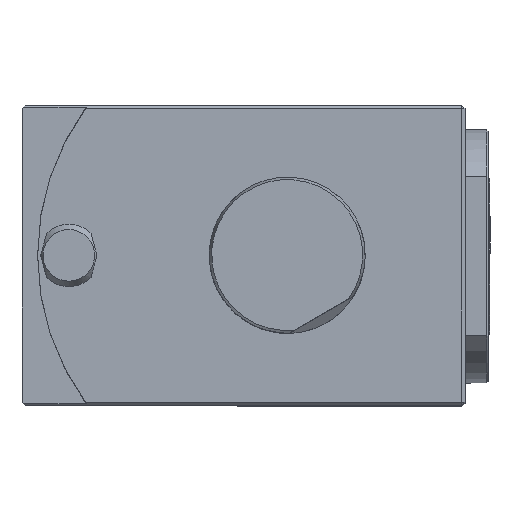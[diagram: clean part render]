
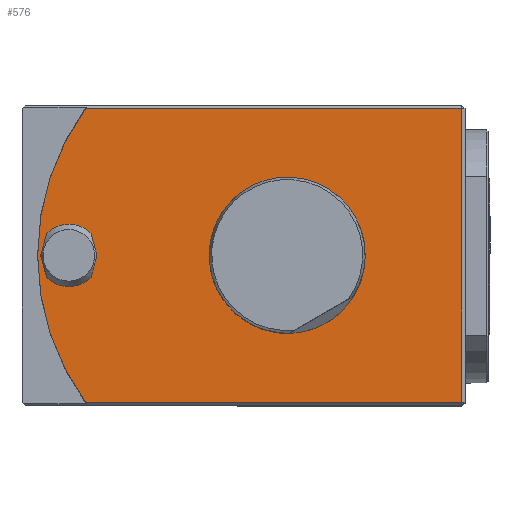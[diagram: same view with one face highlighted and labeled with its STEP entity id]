
A CAD part, top view. The second image highlights one B-rep face of the part: STEP entity #576.
In plain terms, the highlighted planar face has unit normal (0, 0, 1).
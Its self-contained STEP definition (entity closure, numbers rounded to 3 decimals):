
#141=LINE('',#3028,#304);
#142=LINE('',#3030,#305);
#144=LINE('',#3033,#307);
#239=LINE('',#3370,#402);
#240=LINE('',#3378,#403);
#242=LINE('',#3389,#405);
#243=LINE('',#3397,#406);
#304=VECTOR('',#2231,1.);
#305=VECTOR('',#2234,1.);
#307=VECTOR('',#2238,1.);
#402=VECTOR('',#2579,1.);
#403=VECTOR('',#2582,1.);
#405=VECTOR('',#2586,1.);
#406=VECTOR('',#2589,1.);
#450=FACE_BOUND('',#880,.T.);
#451=FACE_BOUND('',#881,.T.);
#452=FACE_BOUND('',#882,.T.);
#576=ADVANCED_FACE('',(#450,#451,#452),#672,.T.);
#672=PLANE('',#2088);
#880=EDGE_LOOP('',(#1360,#1361,#1362,#1363,#1364,#1365));
#881=EDGE_LOOP('',(#1366));
#882=EDGE_LOOP('',(#1367,#1368,#1369,#1370));
#1360=ORIENTED_EDGE('',*,*,#1827,.F.);
#1361=ORIENTED_EDGE('',*,*,#1835,.T.);
#1362=ORIENTED_EDGE('',*,*,#1837,.T.);
#1363=ORIENTED_EDGE('',*,*,#1829,.T.);
#1364=ORIENTED_EDGE('',*,*,#1840,.T.);
#1365=ORIENTED_EDGE('',*,*,#1842,.T.);
#1366=ORIENTED_EDGE('',*,*,#1679,.F.);
#1367=ORIENTED_EDGE('',*,*,#1677,.F.);
#1368=ORIENTED_EDGE('',*,*,#1675,.T.);
#1369=ORIENTED_EDGE('',*,*,#1673,.T.);
#1370=ORIENTED_EDGE('',*,*,#1672,.T.);
#1464=VERTEX_POINT('',#2975);
#1467=VERTEX_POINT('',#2982);
#1480=VERTEX_POINT('',#3027);
#1481=VERTEX_POINT('',#3034);
#1483=VERTEX_POINT('',#3042);
#1578=VERTEX_POINT('',#3347);
#1579=VERTEX_POINT('',#3349);
#1580=VERTEX_POINT('',#3353);
#1581=VERTEX_POINT('',#3354);
#1585=VERTEX_POINT('',#3369);
#1587=VERTEX_POINT('',#3388);
#1672=EDGE_CURVE('',#1464,#1480,#141,.T.);
#1673=EDGE_CURVE('',#1467,#1464,#142,.T.);
#1675=EDGE_CURVE('',#1481,#1467,#144,.T.);
#1677=EDGE_CURVE('',#1481,#1480,#1871,.T.);
#1679=EDGE_CURVE('',#1483,#1483,#1873,.T.);
#1827=EDGE_CURVE('',#1578,#1579,#1880,.T.);
#1829=EDGE_CURVE('',#1580,#1581,#1881,.T.);
#1835=EDGE_CURVE('',#1578,#1585,#239,.T.);
#1837=EDGE_CURVE('',#1585,#1580,#240,.T.);
#1840=EDGE_CURVE('',#1581,#1587,#242,.T.);
#1842=EDGE_CURVE('',#1587,#1579,#243,.T.);
#1871=CIRCLE('',#1960,80.);
#1873=CIRCLE('',#1963,25.);
#1880=CIRCLE('',#2076,10.);
#1881=CIRCLE('',#2078,10.);
#1960=AXIS2_PLACEMENT_3D('',#3037,#2243,#2244);
#1963=AXIS2_PLACEMENT_3D('',#3041,#2249,#2250);
#2076=AXIS2_PLACEMENT_3D('',#3348,#2565,#2566);
#2078=AXIS2_PLACEMENT_3D('',#3352,#2570,#2571);
#2088=AXIS2_PLACEMENT_3D('',#3403,#2598,#2599);
#2231=DIRECTION('',(-1.,0.,0.));
#2234=DIRECTION('',(0.,1.,0.));
#2238=DIRECTION('',(1.,0.,0.));
#2243=DIRECTION('',(0.,0.,-1.));
#2244=DIRECTION('',(-1.,0.,0.));
#2249=DIRECTION('',(0.,0.,1.));
#2250=DIRECTION('',(0.,-1.,0.));
#2565=DIRECTION('',(0.,0.,1.));
#2566=DIRECTION('',(0.,-1.,0.));
#2570=DIRECTION('',(0.,0.,-1.));
#2571=DIRECTION('',(1.,0.,0.));
#2579=DIRECTION('',(0.259,-0.966,0.));
#2582=DIRECTION('',(-0.259,-0.966,0.));
#2586=DIRECTION('',(-0.259,0.966,0.));
#2589=DIRECTION('',(0.259,0.966,0.));
#2598=DIRECTION('',(0.,0.,1.));
#2599=DIRECTION('',(0.,1.,0.));
#2975=CARTESIAN_POINT('',(56.,47.,0.));
#2982=CARTESIAN_POINT('',(56.,-47.,0.));
#3027=CARTESIAN_POINT('',(-64.738,47.,0.));
#3028=CARTESIAN_POINT('',(-85.,47.,0.));
#3030=CARTESIAN_POINT('',(56.,48.,0.));
#3033=CARTESIAN_POINT('',(-85.,-47.,0.));
#3034=CARTESIAN_POINT('',(-64.738,-47.,0.));
#3037=CARTESIAN_POINT('',(0.,0.,0.));
#3041=CARTESIAN_POINT('',(0.,0.,0.));
#3042=CARTESIAN_POINT('',(0.,-25.,0.));
#3347=CARTESIAN_POINT('',(-62.873,7.014,0.));
#3348=CARTESIAN_POINT('',(-70.,0.,0.));
#3349=CARTESIAN_POINT('',(-77.127,7.014,0.));
#3352=CARTESIAN_POINT('',(-70.,0.,0.));
#3353=CARTESIAN_POINT('',(-62.873,-7.014,0.));
#3354=CARTESIAN_POINT('',(-77.127,-7.014,0.));
#3369=CARTESIAN_POINT('',(-60.993,0.,0.));
#3370=CARTESIAN_POINT('',(-61.039,0.17,0.));
#3378=CARTESIAN_POINT('',(-61.039,-0.17,0.));
#3388=CARTESIAN_POINT('',(-79.007,0.,0.));
#3389=CARTESIAN_POINT('',(-77.846,-4.333,0.));
#3397=CARTESIAN_POINT('',(-77.846,4.333,0.));
#3403=CARTESIAN_POINT('',(-85.,48.,0.));
